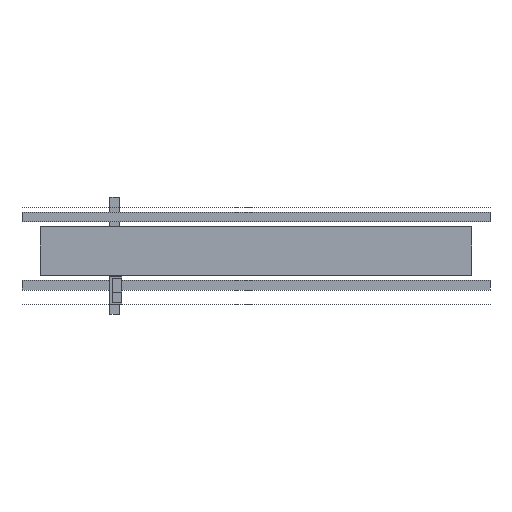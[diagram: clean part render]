
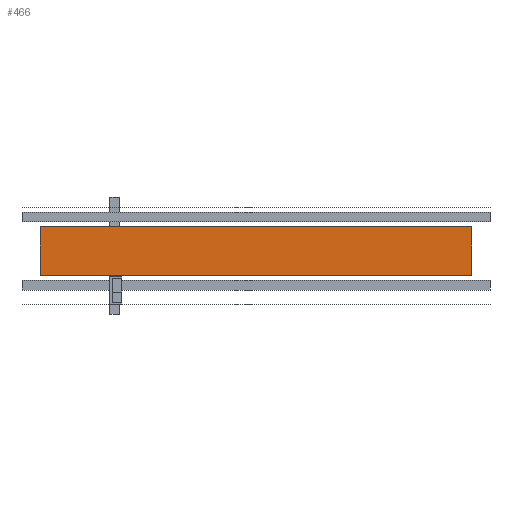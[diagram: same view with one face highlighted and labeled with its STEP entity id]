
A CAD part, top view. The second image highlights one B-rep face of the part: STEP entity #466.
In plain terms, the highlighted planar face has unit normal (0, 0, -1).
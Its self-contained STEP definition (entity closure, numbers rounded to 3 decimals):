
#430=AXIS2_PLACEMENT_3D('Plane Axis2P3D',#427,#428,#429) ;
#427=CARTESIAN_POINT('Axis2P3D Location',(943.3,76.2,705.158)) ;
#432=CARTESIAN_POINT('Line Origine',(-180.703,12.7,705.158)) ;
#436=CARTESIAN_POINT('Vertex',(-180.703,76.2,705.158)) ;
#438=CARTESIAN_POINT('Vertex',(-180.703,-50.8,705.158)) ;
#441=CARTESIAN_POINT('Line Origine',(381.299,76.2,705.158)) ;
#445=CARTESIAN_POINT('Vertex',(943.3,76.2,705.158)) ;
#448=CARTESIAN_POINT('Line Origine',(943.3,12.7,705.158)) ;
#452=CARTESIAN_POINT('Vertex',(943.3,-50.8,705.158)) ;
#455=CARTESIAN_POINT('Line Origine',(381.299,-50.8,705.158)) ;
#428=DIRECTION('Axis2P3D Direction',(0.,0.,1.)) ;
#429=DIRECTION('Axis2P3D XDirection',(0.,1.,0.)) ;
#433=DIRECTION('Vector Direction',(0.,-1.,0.)) ;
#442=DIRECTION('Vector Direction',(-1.,0.,0.)) ;
#449=DIRECTION('Vector Direction',(0.,-1.,0.)) ;
#456=DIRECTION('Vector Direction',(-1.,0.,0.)) ;
#434=VECTOR('Line Direction',#433,1.) ;
#443=VECTOR('Line Direction',#442,1.) ;
#450=VECTOR('Line Direction',#449,1.) ;
#457=VECTOR('Line Direction',#456,1.) ;
#461=ORIENTED_EDGE('',*,*,#440,.F.) ;
#462=ORIENTED_EDGE('',*,*,#447,.F.) ;
#463=ORIENTED_EDGE('',*,*,#454,.T.) ;
#464=ORIENTED_EDGE('',*,*,#459,.T.) ;
#466=ADVANCED_FACE('Surface.8',(#465),#431,.F.) ;
#440=EDGE_CURVE('',#437,#439,#435,.T.) ;
#447=EDGE_CURVE('',#446,#437,#444,.T.) ;
#454=EDGE_CURVE('',#446,#453,#451,.T.) ;
#459=EDGE_CURVE('',#453,#439,#458,.T.) ;
#460=EDGE_LOOP('',(#461,#462,#463,#464)) ;
#465=FACE_OUTER_BOUND('',#460,.T.) ;
#435=LINE('Line',#432,#434) ;
#444=LINE('Line',#441,#443) ;
#451=LINE('Line',#448,#450) ;
#458=LINE('Line',#455,#457) ;
#431=PLANE('',#430) ;
#437=VERTEX_POINT('',#436) ;
#439=VERTEX_POINT('',#438) ;
#446=VERTEX_POINT('',#445) ;
#453=VERTEX_POINT('',#452) ;
